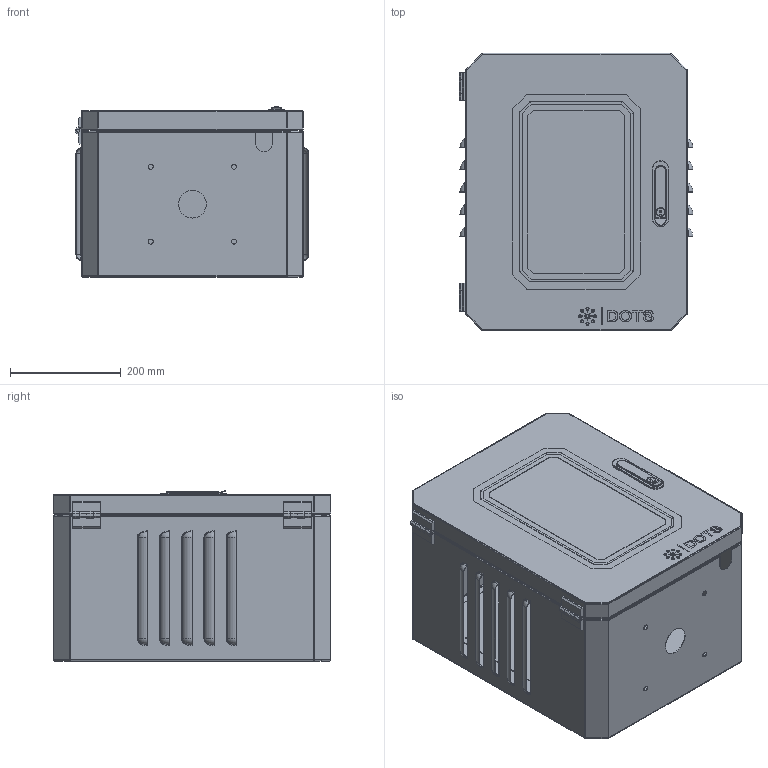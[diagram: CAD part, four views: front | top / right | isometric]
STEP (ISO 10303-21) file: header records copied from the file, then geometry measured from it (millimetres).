
FILE_DESCRIPTION (( 'STEP AP214' ), '1' );
FILE_NAME ('DOTS-500G_Çàðÿäíàÿ ñòàíöèÿ.STEP', '2025-09-21T10:44:01', ( '' ), ( '' ), 'SwSTEP 2.0', 'SolidWorks 2025', '' );
FILE_SCHEMA (( 'AUTOMOTIVE_DESIGN' ));
Length unit declared in the file: millimetre
Products named in the file (12): RZP-318_Петля листовая; Hex Nut 7044_gost_Гайка шестигранная самостопорящаяся с фланцем M6 - ГОСТ Р ИСО 7044-2009; Петля 3.ZN65.002; SC GOST 7045_gost_Винт со скругленной головкой ГОСТ Р ИСО 7045 - M6x8; Деталь1^DOTS.00.02.00_Дверь_00; DOTS.00.02.01_Дверь_500Х400Х300 стекло; DOTS.00.02.00_Дверь_500Х400Х300 стекло; Резервная копия  DOTS.00.01.00_Корпус_500Х400; DOTS-500G_Зарядная станция; Деталь1^RZP-318_Петля листовая_00; Резервная копия  DOTS.00.01.01_Корпус_500Х400
Assembly tree (20 placements, depth 3):
  DOTS-500G_Зарядная станция
    Резервная копия  DOTS.00.01.00_Корпус_500Х400
      Резервная копия  DOTS.00.01.01_Корпус_500Х400
      Hex Nut 7044_gost_Гайка шестигранная самостопорящаяся с фланцем M6 - ГОСТ Р ИСО 7044-2009  x6
    DOTS.00.02.00_Дверь_500Х400Х300 стекло
      DOTS.00.02.01_Дверь_500Х400Х300 стекло
      Деталь1^DOTS.00.02.00_Дверь_00
      SC GOST 7045_gost_Винт со скругленной головкой ГОСТ Р ИСО 7045 - M6x8
    RZP-318_Петля листовая
      Петля 3.ZN65.002  x2
      Деталь1^RZP-318_Петля листовая_00
    RZP-318_Петля листовая
      Петля 3.ZN65.002  x2
      Деталь1^RZP-318_Петля листовая_00
Bounding box: 421.5 x 500 x 306.85 mm (x, y, z)
Volume: 1494633.2 mm3; surface area: 2505297.5 mm2
Topology: 28 solids, 28 shells, 1215 faces, 3006 edges, 1848 vertices
Faces by surface type: cylinder 471, plane 429, torus 151, sphere 74, cone 48, bspline 42
Entity records: 41859 total; most frequent: CARTESIAN_POINT 10894, DIRECTION 5494, ORIENTED_EDGE 4918, EDGE_CURVE 2459, AXIS2_PLACEMENT_3D 2157, VERTEX_POINT 1524, VECTOR 1180, LINE 1180
